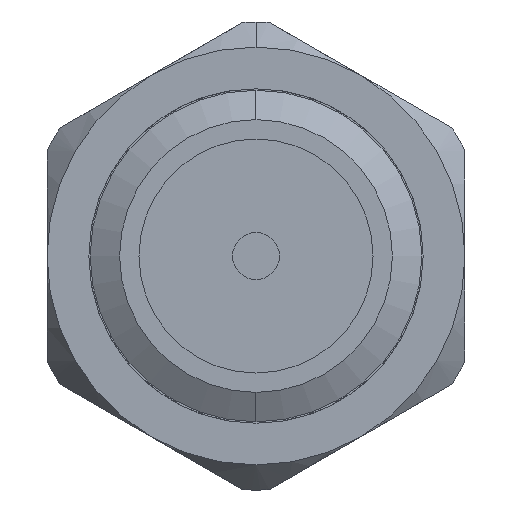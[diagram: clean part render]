
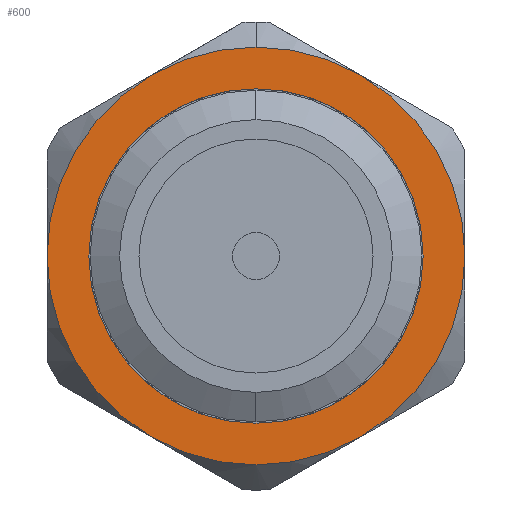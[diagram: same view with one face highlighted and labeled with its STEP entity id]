
A CAD part, left-side view. The second image highlights one B-rep face of the part: STEP entity #600.
In plain terms, the highlighted planar face has unit normal (-1, 0, 0).
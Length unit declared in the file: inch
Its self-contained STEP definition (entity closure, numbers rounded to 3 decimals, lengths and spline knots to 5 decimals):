
#27 = DIRECTION ( 'NONE',  ( -1., 0., 0. ) ) ;
#37 = VERTEX_POINT ( 'NONE', #1173 ) ;
#56 = CIRCLE ( 'NONE', #3839, 0.15625 ) ;
#87 = AXIS2_PLACEMENT_3D ( 'NONE', #1553, #3052, #2463 ) ;
#125 = CARTESIAN_POINT ( 'NONE',  ( 0.31638, 0., 0. ) ) ;
#127 = AXIS2_PLACEMENT_3D ( 'NONE', #2877, #1075, #3171 ) ;
#281 = CARTESIAN_POINT ( 'NONE',  ( 0.31638, 0., 0.15625 ) ) ;
#292 = VERTEX_POINT ( 'NONE', #3327 ) ;
#320 = AXIS2_PLACEMENT_3D ( 'NONE', #561, #3056, #2713 ) ;
#361 = ORIENTED_EDGE ( 'NONE', *, *, #2354, .T. ) ;
#506 = CARTESIAN_POINT ( 'NONE',  ( 0.31638, 0., 0. ) ) ;
#542 = CIRCLE ( 'NONE', #87, 0.15625 ) ;
#544 = CARTESIAN_POINT ( 'NONE',  ( 0.31638, -0.15625, 0. ) ) ;
#552 = EDGE_CURVE ( 'NONE', #1659, #2535, #3153, .T. ) ;
#561 = CARTESIAN_POINT ( 'NONE',  ( 0.31638, 0.125, 0. ) ) ;
#582 = AXIS2_PLACEMENT_3D ( 'NONE', #2465, #2728, #908 ) ;
#600 = ADVANCED_FACE ( 'NONE', ( #2680, #815 ), #1502, .F. ) ;
#654 = CARTESIAN_POINT ( 'NONE',  ( 0.31638, 0.15625, 0. ) ) ;
#670 = EDGE_LOOP ( 'NONE', ( #2216, #1035, #3413, #3986, #2381, #1190, #361 ) ) ;
#753 = ORIENTED_EDGE ( 'NONE', *, *, #2307, .F. ) ;
#815 = FACE_OUTER_BOUND ( 'NONE', #670, .T. ) ;
#833 = DIRECTION ( 'NONE',  ( 0., 0., 1. ) ) ;
#908 = DIRECTION ( 'NONE',  ( 0., 0., 1. ) ) ;
#1035 = ORIENTED_EDGE ( 'NONE', *, *, #2613, .T. ) ;
#1048 = CIRCLE ( 'NONE', #2372, 0.15625 ) ;
#1075 = DIRECTION ( 'NONE',  ( -1., 0., 0. ) ) ;
#1089 = DIRECTION ( 'NONE',  ( -1., 0., 0. ) ) ;
#1173 = CARTESIAN_POINT ( 'NONE',  ( 0.31638, 0.07813, -0.13532 ) ) ;
#1190 = ORIENTED_EDGE ( 'NONE', *, *, #3832, .T. ) ;
#1319 = CARTESIAN_POINT ( 'NONE',  ( 0.31638, 0., 0. ) ) ;
#1502 = PLANE ( 'NONE',  #320 ) ;
#1503 = DIRECTION ( 'NONE',  ( 0., 0., 1. ) ) ;
#1545 = CARTESIAN_POINT ( 'NONE',  ( 0.31638, 0., 0. ) ) ;
#1553 = CARTESIAN_POINT ( 'NONE',  ( 0.31638, 0., 0. ) ) ;
#1575 = CIRCLE ( 'NONE', #2863, 0.15625 ) ;
#1599 = EDGE_CURVE ( 'NONE', #292, #1617, #1048, .T. ) ;
#1617 = VERTEX_POINT ( 'NONE', #544 ) ;
#1635 = CARTESIAN_POINT ( 'NONE',  ( 0.31638, -0.07813, 0.13532 ) ) ;
#1659 = VERTEX_POINT ( 'NONE', #3088 ) ;
#1679 = ORIENTED_EDGE ( 'NONE', *, *, #552, .F. ) ;
#1768 = EDGE_CURVE ( 'NONE', #2453, #37, #3632, .T. ) ;
#1839 = EDGE_CURVE ( 'NONE', #1617, #2591, #542, .T. ) ;
#2022 = DIRECTION ( 'NONE',  ( 0., 0., 1. ) ) ;
#2185 = AXIS2_PLACEMENT_3D ( 'NONE', #125, #2579, #3184 ) ;
#2216 = ORIENTED_EDGE ( 'NONE', *, *, #1768, .T. ) ;
#2307 = EDGE_CURVE ( 'NONE', #2535, #1659, #2620, .T. ) ;
#2318 = CARTESIAN_POINT ( 'NONE',  ( 0.31638, 0.07813, 0.13532 ) ) ;
#2354 = EDGE_CURVE ( 'NONE', #3369, #2453, #2672, .T. ) ;
#2372 = AXIS2_PLACEMENT_3D ( 'NONE', #1545, #27, #1503 ) ;
#2381 = ORIENTED_EDGE ( 'NONE', *, *, #3421, .T. ) ;
#2453 = VERTEX_POINT ( 'NONE', #654 ) ;
#2457 = EDGE_LOOP ( 'NONE', ( #753, #1679 ) ) ;
#2463 = DIRECTION ( 'NONE',  ( 0., 0., 1. ) ) ;
#2465 = CARTESIAN_POINT ( 'NONE',  ( 0.31638, 0., 0. ) ) ;
#2523 = CARTESIAN_POINT ( 'NONE',  ( 0.31638, 0., 0.125 ) ) ;
#2535 = VERTEX_POINT ( 'NONE', #2523 ) ;
#2579 = DIRECTION ( 'NONE',  ( -1., 0., 0. ) ) ;
#2591 = VERTEX_POINT ( 'NONE', #1635 ) ;
#2613 = EDGE_CURVE ( 'NONE', #37, #292, #1575, .T. ) ;
#2620 = CIRCLE ( 'NONE', #3633, 0.125 ) ;
#2672 = CIRCLE ( 'NONE', #2185, 0.15625 ) ;
#2680 = FACE_BOUND ( 'NONE', #2457, .T. ) ;
#2713 = DIRECTION ( 'NONE',  ( 0., 0., -1. ) ) ;
#2728 = DIRECTION ( 'NONE',  ( -1., 0., 0. ) ) ;
#2855 = DIRECTION ( 'NONE',  ( 0., 0., 1. ) ) ;
#2863 = AXIS2_PLACEMENT_3D ( 'NONE', #3374, #3073, #3991 ) ;
#2877 = CARTESIAN_POINT ( 'NONE',  ( 0.31638, 0., 0. ) ) ;
#3038 = CIRCLE ( 'NONE', #3394, 0.15625 ) ;
#3052 = DIRECTION ( 'NONE',  ( -1., 0., 0. ) ) ;
#3056 = DIRECTION ( 'NONE',  ( 1., 0., 0. ) ) ;
#3073 = DIRECTION ( 'NONE',  ( -1., 0., 0. ) ) ;
#3088 = CARTESIAN_POINT ( 'NONE',  ( 0.31638, 0., -0.125 ) ) ;
#3123 = DIRECTION ( 'NONE',  ( -1., 0., 0. ) ) ;
#3153 = CIRCLE ( 'NONE', #582, 0.125 ) ;
#3171 = DIRECTION ( 'NONE',  ( 0., 0., 1. ) ) ;
#3184 = DIRECTION ( 'NONE',  ( 0., 0., 1. ) ) ;
#3327 = CARTESIAN_POINT ( 'NONE',  ( 0.31638, -0.07812, -0.13532 ) ) ;
#3369 = VERTEX_POINT ( 'NONE', #2318 ) ;
#3374 = CARTESIAN_POINT ( 'NONE',  ( 0.31638, 0., 0. ) ) ;
#3394 = AXIS2_PLACEMENT_3D ( 'NONE', #506, #3925, #833 ) ;
#3413 = ORIENTED_EDGE ( 'NONE', *, *, #1599, .T. ) ;
#3421 = EDGE_CURVE ( 'NONE', #2591, #3559, #3038, .T. ) ;
#3513 = CARTESIAN_POINT ( 'NONE',  ( 0.31638, 0., 0. ) ) ;
#3559 = VERTEX_POINT ( 'NONE', #281 ) ;
#3632 = CIRCLE ( 'NONE', #127, 0.15625 ) ;
#3633 = AXIS2_PLACEMENT_3D ( 'NONE', #1319, #3123, #2855 ) ;
#3832 = EDGE_CURVE ( 'NONE', #3559, #3369, #56, .T. ) ;
#3839 = AXIS2_PLACEMENT_3D ( 'NONE', #3513, #1089, #2022 ) ;
#3925 = DIRECTION ( 'NONE',  ( -1., 0., 0. ) ) ;
#3986 = ORIENTED_EDGE ( 'NONE', *, *, #1839, .T. ) ;
#3991 = DIRECTION ( 'NONE',  ( 0., 0., 1. ) ) ;
